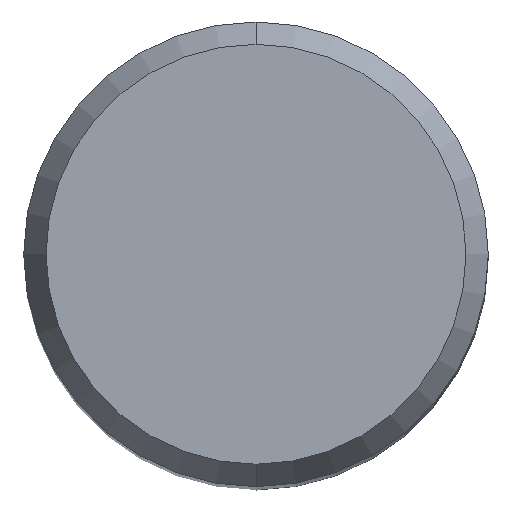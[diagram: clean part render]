
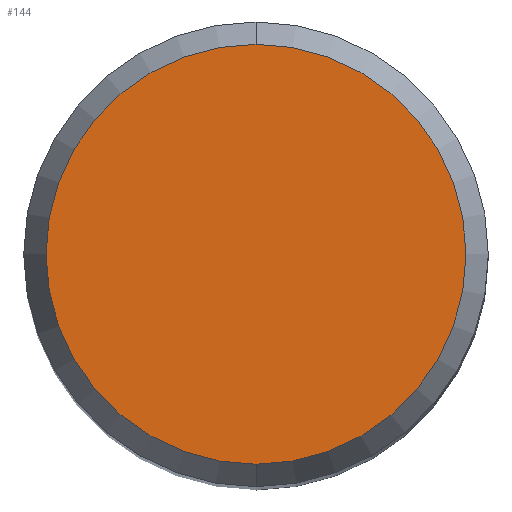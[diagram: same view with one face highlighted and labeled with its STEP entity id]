
A CAD part, top view. The second image highlights one B-rep face of the part: STEP entity #144.
In plain terms, the highlighted planar face has unit normal (0, 0, 1).
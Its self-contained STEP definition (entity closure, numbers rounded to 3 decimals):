
#96=VERTEX_POINT('',#233);
#144=ADVANCED_FACE('',(#289),#290,.T.);
#166=VERTEX_POINT('',#313);
#188=EDGE_CURVE('',#166,#96,#339,.T.);
#204=EDGE_CURVE('',#96,#166,#356,.T.);
#233=CARTESIAN_POINT('',(0.,-4.304,0.01));
#289=FACE_OUTER_BOUND('',#447,.T.);
#290=PLANE('',#448);
#313=CARTESIAN_POINT('',(0.0,4.304,0.01));
#339=CIRCLE('',#509,4.304);
#356=CIRCLE('',#534,4.304);
#447=EDGE_LOOP('',(#616,#617));
#448=AXIS2_PLACEMENT_3D('',#618,#619,#620);
#509=AXIS2_PLACEMENT_3D('',#678,#679,#680);
#534=AXIS2_PLACEMENT_3D('',#700,#701,#702);
#616=ORIENTED_EDGE('',*,*,#188,.F.);
#617=ORIENTED_EDGE('',*,*,#204,.F.);
#618=CARTESIAN_POINT('',(0.0,2.152,0.01));
#619=DIRECTION('',(-0.0,0.0,1.0));
#620=DIRECTION('',(0.0,-1.0,0.0));
#678=CARTESIAN_POINT('',(0.0,0.0,0.01));
#679=DIRECTION('',(0.0,0.0,-1.0));
#680=DIRECTION('',(0.0,1.0,0.0));
#700=CARTESIAN_POINT('',(0.0,0.0,0.01));
#701=DIRECTION('',(0.0,0.0,-1.0));
#702=DIRECTION('',(0.0,1.0,0.0));
